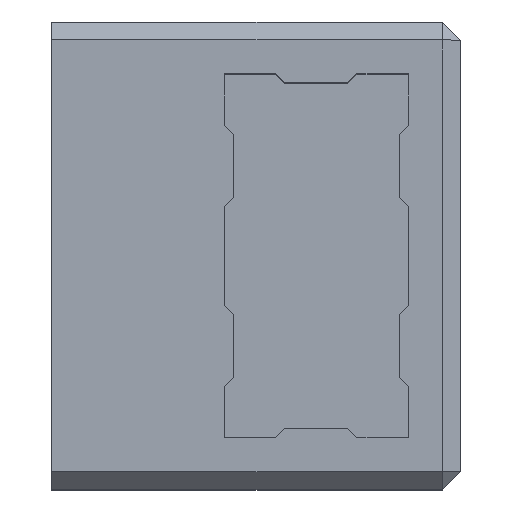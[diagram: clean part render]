
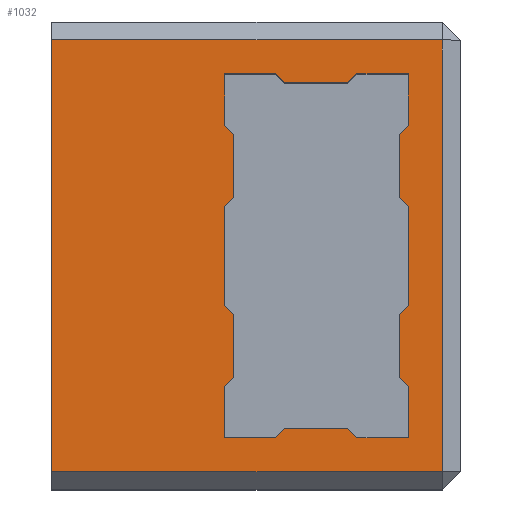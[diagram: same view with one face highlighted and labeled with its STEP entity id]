
A CAD part, top view. The second image highlights one B-rep face of the part: STEP entity #1032.
In plain terms, the highlighted planar face has unit normal (0, 0, 1).
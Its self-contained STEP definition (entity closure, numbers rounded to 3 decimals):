
#25=FACE_BOUND('',#195,.T.);
#74=PLANE('',#1115);
#129=FACE_OUTER_BOUND('',#194,.T.);
#194=EDGE_LOOP('',(#940,#941,#942,#943));
#195=EDGE_LOOP('',(#944,#945,#946,#947,#948,#949,#950,#951,#952,#953,#954,
#955,#956,#957,#958,#959,#960,#961,#962,#963,#964,#965,#966,#967,#968,#969,
#970,#971));
#221=LINE('',#1449,#347);
#223=LINE('',#1452,#349);
#229=LINE('',#1462,#355);
#265=LINE('',#1555,#391);
#268=LINE('',#1560,#394);
#270=LINE('',#1564,#396);
#272=LINE('',#1568,#398);
#274=LINE('',#1572,#400);
#276=LINE('',#1576,#402);
#278=LINE('',#1580,#404);
#280=LINE('',#1584,#406);
#282=LINE('',#1588,#408);
#284=LINE('',#1592,#410);
#286=LINE('',#1596,#412);
#288=LINE('',#1600,#414);
#290=LINE('',#1604,#416);
#292=LINE('',#1608,#418);
#294=LINE('',#1612,#420);
#295=LINE('',#1615,#421);
#297=LINE('',#1619,#423);
#299=LINE('',#1623,#425);
#301=LINE('',#1627,#427);
#303=LINE('',#1631,#429);
#305=LINE('',#1635,#431);
#307=LINE('',#1639,#433);
#309=LINE('',#1643,#435);
#311=LINE('',#1647,#437);
#313=LINE('',#1651,#439);
#315=LINE('',#1655,#441);
#317=LINE('',#1659,#443);
#319=LINE('',#1662,#445);
#320=LINE('',#1664,#446);
#347=VECTOR('',#1177,10.);
#349=VECTOR('',#1181,10.);
#355=VECTOR('',#1191,10.);
#391=VECTOR('',#1265,10.);
#394=VECTOR('',#1270,10.);
#396=VECTOR('',#1274,10.);
#398=VECTOR('',#1278,10.);
#400=VECTOR('',#1282,10.);
#402=VECTOR('',#1286,10.);
#404=VECTOR('',#1290,10.);
#406=VECTOR('',#1294,10.);
#408=VECTOR('',#1298,10.);
#410=VECTOR('',#1302,10.);
#412=VECTOR('',#1306,10.);
#414=VECTOR('',#1310,10.);
#416=VECTOR('',#1314,10.);
#418=VECTOR('',#1318,10.);
#420=VECTOR('',#1322,10.);
#421=VECTOR('',#1325,10.);
#423=VECTOR('',#1329,10.);
#425=VECTOR('',#1333,10.);
#427=VECTOR('',#1337,10.);
#429=VECTOR('',#1341,10.);
#431=VECTOR('',#1345,10.);
#433=VECTOR('',#1349,10.);
#435=VECTOR('',#1353,10.);
#437=VECTOR('',#1357,10.);
#439=VECTOR('',#1361,10.);
#441=VECTOR('',#1365,10.);
#443=VECTOR('',#1369,10.);
#445=VECTOR('',#1373,10.);
#446=VECTOR('',#1376,10.);
#469=VERTEX_POINT('',#1401);
#477=VERTEX_POINT('',#1421);
#485=VERTEX_POINT('',#1447);
#486=VERTEX_POINT('',#1458);
#524=VERTEX_POINT('',#1552);
#525=VERTEX_POINT('',#1554);
#526=VERTEX_POINT('',#1558);
#527=VERTEX_POINT('',#1562);
#528=VERTEX_POINT('',#1566);
#529=VERTEX_POINT('',#1570);
#530=VERTEX_POINT('',#1574);
#531=VERTEX_POINT('',#1578);
#532=VERTEX_POINT('',#1582);
#533=VERTEX_POINT('',#1586);
#534=VERTEX_POINT('',#1590);
#535=VERTEX_POINT('',#1594);
#536=VERTEX_POINT('',#1598);
#537=VERTEX_POINT('',#1602);
#538=VERTEX_POINT('',#1606);
#539=VERTEX_POINT('',#1610);
#540=VERTEX_POINT('',#1614);
#541=VERTEX_POINT('',#1618);
#542=VERTEX_POINT('',#1622);
#543=VERTEX_POINT('',#1626);
#544=VERTEX_POINT('',#1630);
#545=VERTEX_POINT('',#1634);
#546=VERTEX_POINT('',#1638);
#547=VERTEX_POINT('',#1642);
#548=VERTEX_POINT('',#1646);
#549=VERTEX_POINT('',#1650);
#550=VERTEX_POINT('',#1654);
#551=VERTEX_POINT('',#1658);
#583=EDGE_CURVE('',#485,#477,#221,.T.);
#585=EDGE_CURVE('',#477,#469,#223,.T.);
#591=EDGE_CURVE('',#469,#486,#229,.T.);
#635=EDGE_CURVE('',#525,#524,#265,.T.);
#638=EDGE_CURVE('',#524,#526,#268,.T.);
#640=EDGE_CURVE('',#526,#527,#270,.T.);
#642=EDGE_CURVE('',#527,#528,#272,.T.);
#644=EDGE_CURVE('',#528,#529,#274,.T.);
#646=EDGE_CURVE('',#529,#530,#276,.T.);
#648=EDGE_CURVE('',#530,#531,#278,.T.);
#650=EDGE_CURVE('',#531,#532,#280,.T.);
#652=EDGE_CURVE('',#532,#533,#282,.T.);
#654=EDGE_CURVE('',#533,#534,#284,.T.);
#656=EDGE_CURVE('',#534,#535,#286,.T.);
#658=EDGE_CURVE('',#535,#536,#288,.T.);
#660=EDGE_CURVE('',#536,#537,#290,.T.);
#662=EDGE_CURVE('',#537,#538,#292,.T.);
#664=EDGE_CURVE('',#538,#539,#294,.T.);
#665=EDGE_CURVE('',#540,#525,#295,.T.);
#667=EDGE_CURVE('',#541,#540,#297,.T.);
#669=EDGE_CURVE('',#542,#541,#299,.T.);
#671=EDGE_CURVE('',#543,#542,#301,.T.);
#673=EDGE_CURVE('',#544,#543,#303,.T.);
#675=EDGE_CURVE('',#545,#544,#305,.T.);
#677=EDGE_CURVE('',#546,#545,#307,.T.);
#679=EDGE_CURVE('',#547,#546,#309,.T.);
#681=EDGE_CURVE('',#548,#547,#311,.T.);
#683=EDGE_CURVE('',#549,#548,#313,.T.);
#685=EDGE_CURVE('',#550,#549,#315,.T.);
#687=EDGE_CURVE('',#551,#550,#317,.T.);
#689=EDGE_CURVE('',#539,#551,#319,.T.);
#690=EDGE_CURVE('',#485,#486,#320,.T.);
#940=ORIENTED_EDGE('',*,*,#583,.F.);
#941=ORIENTED_EDGE('',*,*,#690,.T.);
#942=ORIENTED_EDGE('',*,*,#591,.F.);
#943=ORIENTED_EDGE('',*,*,#585,.F.);
#944=ORIENTED_EDGE('',*,*,#689,.T.);
#945=ORIENTED_EDGE('',*,*,#687,.T.);
#946=ORIENTED_EDGE('',*,*,#685,.T.);
#947=ORIENTED_EDGE('',*,*,#683,.T.);
#948=ORIENTED_EDGE('',*,*,#681,.T.);
#949=ORIENTED_EDGE('',*,*,#679,.T.);
#950=ORIENTED_EDGE('',*,*,#677,.T.);
#951=ORIENTED_EDGE('',*,*,#675,.T.);
#952=ORIENTED_EDGE('',*,*,#673,.T.);
#953=ORIENTED_EDGE('',*,*,#671,.T.);
#954=ORIENTED_EDGE('',*,*,#669,.T.);
#955=ORIENTED_EDGE('',*,*,#667,.T.);
#956=ORIENTED_EDGE('',*,*,#665,.T.);
#957=ORIENTED_EDGE('',*,*,#635,.T.);
#958=ORIENTED_EDGE('',*,*,#638,.T.);
#959=ORIENTED_EDGE('',*,*,#640,.T.);
#960=ORIENTED_EDGE('',*,*,#642,.T.);
#961=ORIENTED_EDGE('',*,*,#644,.T.);
#962=ORIENTED_EDGE('',*,*,#646,.T.);
#963=ORIENTED_EDGE('',*,*,#648,.T.);
#964=ORIENTED_EDGE('',*,*,#650,.T.);
#965=ORIENTED_EDGE('',*,*,#652,.T.);
#966=ORIENTED_EDGE('',*,*,#654,.T.);
#967=ORIENTED_EDGE('',*,*,#656,.T.);
#968=ORIENTED_EDGE('',*,*,#658,.T.);
#969=ORIENTED_EDGE('',*,*,#660,.T.);
#970=ORIENTED_EDGE('',*,*,#662,.T.);
#971=ORIENTED_EDGE('',*,*,#664,.T.);
#1032=ADVANCED_FACE('',(#129,#25),#74,.T.);
#1115=AXIS2_PLACEMENT_3D('',#1667,#1380,#1381);
#1177=DIRECTION('',(1.,0.,0.));
#1181=DIRECTION('',(0.,-1.,0.));
#1191=DIRECTION('',(-1.,0.,0.));
#1265=DIRECTION('',(-0.707,0.707,0.));
#1270=DIRECTION('',(0.,1.,0.));
#1274=DIRECTION('',(0.707,0.707,0.));
#1278=DIRECTION('',(0.,1.,0.));
#1282=DIRECTION('',(-0.707,0.707,0.));
#1286=DIRECTION('',(0.,1.,0.));
#1290=DIRECTION('',(1.,0.,0.));
#1294=DIRECTION('',(0.707,-0.707,0.));
#1298=DIRECTION('',(1.,0.,0.));
#1302=DIRECTION('',(0.707,0.707,0.));
#1306=DIRECTION('',(1.,0.,0.));
#1310=DIRECTION('',(0.,-1.,0.));
#1314=DIRECTION('',(-0.707,-0.707,0.));
#1318=DIRECTION('',(0.,-1.,0.));
#1322=DIRECTION('',(0.707,-0.707,0.));
#1325=DIRECTION('',(0.,1.,0.));
#1329=DIRECTION('',(0.707,0.707,0.));
#1333=DIRECTION('',(0.,1.,0.));
#1337=DIRECTION('',(-1.,0.,0.));
#1341=DIRECTION('',(-0.707,-0.707,0.));
#1345=DIRECTION('',(-1.,0.,0.));
#1349=DIRECTION('',(-0.707,0.707,0.));
#1353=DIRECTION('',(-1.,0.,0.));
#1357=DIRECTION('',(0.,-1.,0.));
#1361=DIRECTION('',(0.707,-0.707,0.));
#1365=DIRECTION('',(0.,-1.,0.));
#1369=DIRECTION('',(-0.707,-0.707,0.));
#1373=DIRECTION('',(0.,-1.,0.));
#1376=DIRECTION('',(0.,-1.,0.));
#1380=DIRECTION('center_axis',(0.,0.,1.));
#1381=DIRECTION('ref_axis',(1.,0.,0.));
#1401=CARTESIAN_POINT('',(-437.7,-24.084,22.85));
#1421=CARTESIAN_POINT('',(-437.7,23.836,22.85));
#1447=CARTESIAN_POINT('',(-481.03,23.836,22.85));
#1449=CARTESIAN_POINT('',(-434.324,23.836,22.85));
#1452=CARTESIAN_POINT('',(-437.7,-13.492,22.85));
#1458=CARTESIAN_POINT('',(-481.03,-24.084,22.85));
#1462=CARTESIAN_POINT('',(-456.989,-24.084,22.85));
#1552=CARTESIAN_POINT('',(-461.86,-5.624,22.85));
#1554=CARTESIAN_POINT('',(-460.86,-6.624,22.85));
#1555=CARTESIAN_POINT('',(-461.86,-5.624,22.85));
#1558=CARTESIAN_POINT('',(-461.86,5.376,22.85));
#1560=CARTESIAN_POINT('',(-461.86,-5.624,22.85));
#1562=CARTESIAN_POINT('',(-460.86,6.376,22.85));
#1564=CARTESIAN_POINT('',(-460.86,6.376,22.85));
#1566=CARTESIAN_POINT('',(-460.86,13.376,22.85));
#1568=CARTESIAN_POINT('',(-460.86,13.376,22.85));
#1570=CARTESIAN_POINT('',(-461.86,14.376,22.85));
#1572=CARTESIAN_POINT('',(-461.86,14.376,22.85));
#1574=CARTESIAN_POINT('',(-461.86,20.076,22.85));
#1576=CARTESIAN_POINT('',(-461.86,14.376,22.85));
#1578=CARTESIAN_POINT('',(-456.16,20.076,22.85));
#1580=CARTESIAN_POINT('',(-461.86,20.076,22.85));
#1582=CARTESIAN_POINT('',(-455.16,19.076,22.85));
#1584=CARTESIAN_POINT('',(-456.16,20.076,22.85));
#1586=CARTESIAN_POINT('',(-448.16,19.076,22.85));
#1588=CARTESIAN_POINT('',(-455.16,19.076,22.85));
#1590=CARTESIAN_POINT('',(-447.16,20.076,22.85));
#1592=CARTESIAN_POINT('',(-448.16,19.076,22.85));
#1594=CARTESIAN_POINT('',(-441.46,20.076,22.85));
#1596=CARTESIAN_POINT('',(-447.16,20.076,22.85));
#1598=CARTESIAN_POINT('',(-441.46,14.376,22.85));
#1600=CARTESIAN_POINT('',(-441.46,20.076,22.85));
#1602=CARTESIAN_POINT('',(-442.46,13.376,22.85));
#1604=CARTESIAN_POINT('',(-442.46,13.376,22.85));
#1606=CARTESIAN_POINT('',(-442.46,6.376,22.85));
#1608=CARTESIAN_POINT('',(-442.46,6.376,22.85));
#1610=CARTESIAN_POINT('',(-441.46,5.376,22.85));
#1612=CARTESIAN_POINT('',(-441.46,5.376,22.85));
#1614=CARTESIAN_POINT('',(-460.86,-13.624,22.85));
#1615=CARTESIAN_POINT('',(-460.86,-6.624,22.85));
#1618=CARTESIAN_POINT('',(-461.86,-14.624,22.85));
#1619=CARTESIAN_POINT('',(-460.86,-13.624,22.85));
#1622=CARTESIAN_POINT('',(-461.86,-20.324,22.85));
#1623=CARTESIAN_POINT('',(-461.86,-20.324,22.85));
#1626=CARTESIAN_POINT('',(-456.16,-20.324,22.85));
#1627=CARTESIAN_POINT('',(-456.16,-20.324,22.85));
#1630=CARTESIAN_POINT('',(-455.16,-19.324,22.85));
#1631=CARTESIAN_POINT('',(-456.16,-20.324,22.85));
#1634=CARTESIAN_POINT('',(-448.16,-19.324,22.85));
#1635=CARTESIAN_POINT('',(-455.16,-19.324,22.85));
#1638=CARTESIAN_POINT('',(-447.16,-20.324,22.85));
#1639=CARTESIAN_POINT('',(-448.16,-19.324,22.85));
#1642=CARTESIAN_POINT('',(-441.46,-20.324,22.85));
#1643=CARTESIAN_POINT('',(-441.46,-20.324,22.85));
#1646=CARTESIAN_POINT('',(-441.46,-14.624,22.85));
#1647=CARTESIAN_POINT('',(-441.46,-14.624,22.85));
#1650=CARTESIAN_POINT('',(-442.46,-13.624,22.85));
#1651=CARTESIAN_POINT('',(-442.46,-13.624,22.85));
#1654=CARTESIAN_POINT('',(-442.46,-6.624,22.85));
#1655=CARTESIAN_POINT('',(-442.46,-6.624,22.85));
#1658=CARTESIAN_POINT('',(-441.46,-5.624,22.85));
#1659=CARTESIAN_POINT('',(-441.46,-5.624,22.85));
#1662=CARTESIAN_POINT('',(-441.46,5.376,22.85));
#1664=CARTESIAN_POINT('',(-481.03,-26.084,22.85));
#1667=CARTESIAN_POINT('Origin',(-432.947,-0.9,22.85));
